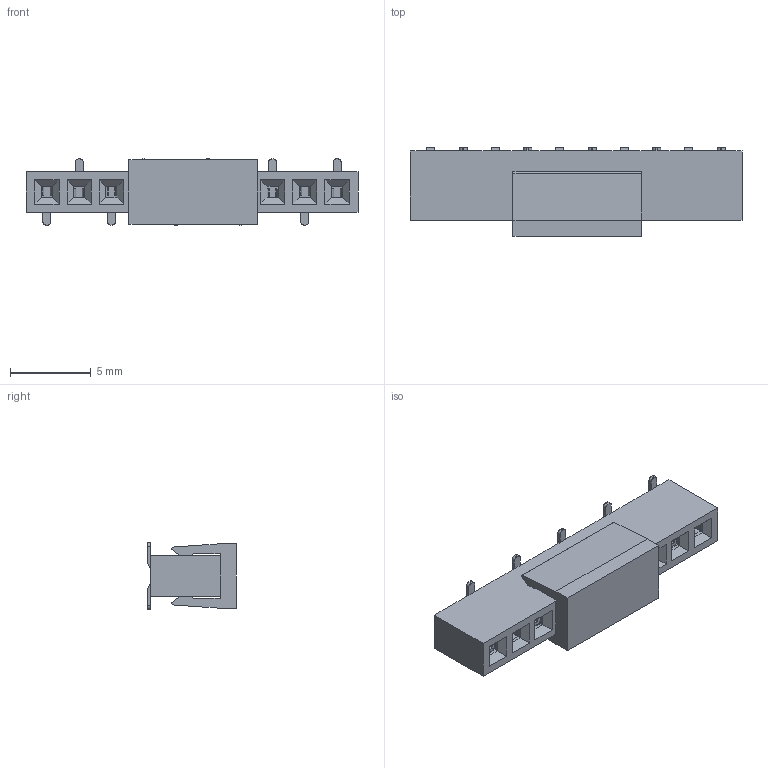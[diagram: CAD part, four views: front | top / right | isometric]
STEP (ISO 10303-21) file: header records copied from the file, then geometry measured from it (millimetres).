
FILE_DESCRIPTION( ('This file contains a STEP AP42 implementation' ,'as created by ZW3D STEP Interface translator.') ,'2;1' );
FILE_NAME( '2243-1XXMXXCUNX1.stp' ,'23 415.142931', (''), ('ZWCAD Software Co.'), 'Version 1.0', 'ZW3D to STEP translator', '' );
FILE_SCHEMA(('AUTOMOTIVE_DESIGN { 1 0 10303 214 1 1 1 1 }'));
Length unit declared in the file: millimetre
Products named in the file (1): 0
Bounding box: 20.6 x 5.5 x 4.1 mm (x, y, z)
Volume: 227 mm3; surface area: 857.4 mm2
Topology: 1 solids, 5 shells, 902 faces, 2628 edges, 1740 vertices
Faces by surface type: plane 586, cylinder 176, bspline 140
Entity records: 41847 total; most frequent: CARTESIAN_POINT 22385, ORIENTED_EDGE 5256, EDGE_CURVE 2628, B_SPLINE_CURVE_WITH_KNOTS 2430, VERTEX_POINT 1740, DIRECTION 1730, EDGE_LOOP 950, FACE_OUTER_BOUND 902
